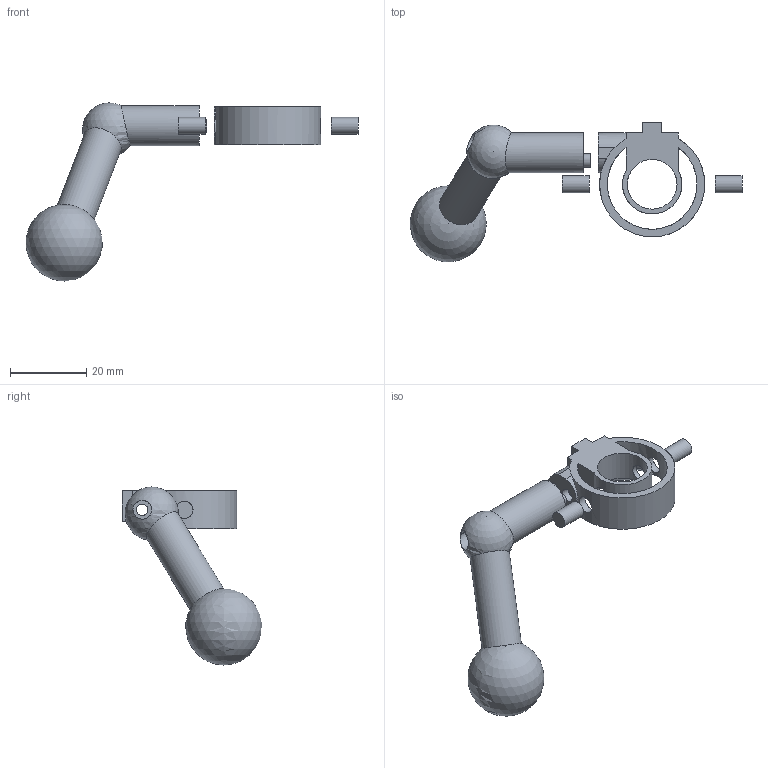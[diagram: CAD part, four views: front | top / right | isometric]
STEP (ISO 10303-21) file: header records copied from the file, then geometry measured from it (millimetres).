
FILE_DESCRIPTION(/* description */ (''),/* implementation_level */ '2;1');
FILE_NAME(/* name */ 'cylinder head adaptor and handle.step',/* time_stamp */ '2022-09-20T12:05:36+09:00',/* author */ (''),/* organization */ (''),/* preprocessor_version */ 'ST-DEVELOPER v19',/* originating_system */ 'Autodesk Translation Framework v11.7.0.108',/* authorisation */ '');
FILE_SCHEMA (('AUTOMOTIVE_DESIGN { 1 0 10303 214 3 1 1 }'));
Length unit declared in the file: millimetre
Products named in the file (1): cylinder head to handle
Bounding box: 86.87 x 36.47 x 46.62 mm (x, y, z)
Volume: 11553.7 mm3; surface area: 6736.5 mm2
Topology: 4 solids, 4 shells, 64 faces, 184 edges, 125 vertices
Faces by surface type: plane 35, cylinder 25, cone 2, sphere 2
Full cylindrical faces by diameter (mm): 3 x2, 3.5 x2, 4.4 x2, 4.5 x4, 10.4 x2, 13 x1
Entity records: 2541 total; most frequent: CARTESIAN_POINT 824, ORIENTED_EDGE 364, DIRECTION 323, EDGE_CURVE 182, VERTEX_POINT 125, AXIS2_PLACEMENT_3D 117, LINE 89, VECTOR 89
